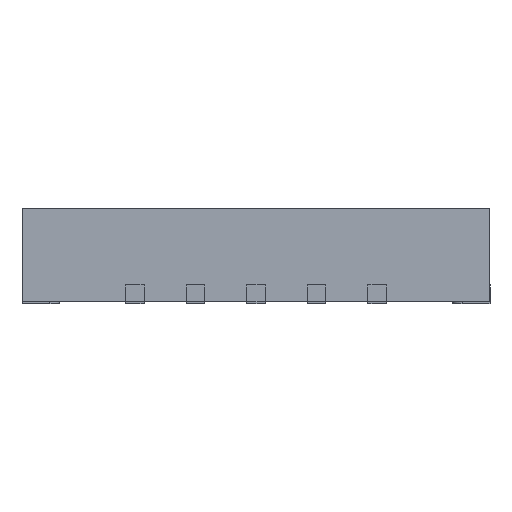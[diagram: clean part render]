
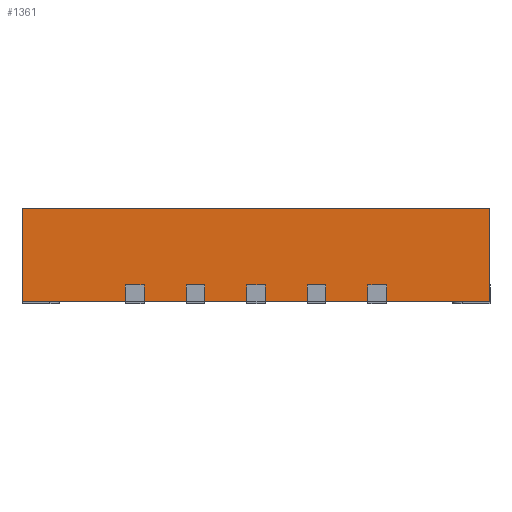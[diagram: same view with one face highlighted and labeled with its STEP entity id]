
A CAD part, left-side view. The second image highlights one B-rep face of the part: STEP entity #1361.
In plain terms, the highlighted free-form (B-spline) face has degree [1, 1] with [2, 2] control points.
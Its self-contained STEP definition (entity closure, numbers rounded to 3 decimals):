
#137 = VERTEX_POINT('',#138);
#138 = CARTESIAN_POINT('',(-2.5,-2.5,0.02));
#143 = EDGE_CURVE('',#144,#137,#146,.T.);
#144 = VERTEX_POINT('',#145);
#145 = CARTESIAN_POINT('',(-2.5,2.5,0.02));
#146 = B_SPLINE_CURVE_WITH_KNOTS('',1,(#147,#148),.UNSPECIFIED.,.F.,.F.,
  (2,2),(-5.,-0.),.PIECEWISE_BEZIER_KNOTS.);
#147 = CARTESIAN_POINT('',(-2.5,2.5,0.02));
#148 = CARTESIAN_POINT('',(-2.5,-2.5,0.02));
#917 = VERTEX_POINT('',#918);
#918 = CARTESIAN_POINT('',(-2.5,2.5,1.02));
#923 = EDGE_CURVE('',#917,#924,#926,.T.);
#924 = VERTEX_POINT('',#925);
#925 = CARTESIAN_POINT('',(-2.5,-2.5,1.02));
#926 = B_SPLINE_CURVE_WITH_KNOTS('',1,(#927,#928),.UNSPECIFIED.,.F.,.F.,
  (2,2),(-5.,-0.),.PIECEWISE_BEZIER_KNOTS.);
#927 = CARTESIAN_POINT('',(-2.5,2.5,1.02));
#928 = CARTESIAN_POINT('',(-2.5,-2.5,1.02));
#1350 = EDGE_CURVE('',#917,#144,#1351,.T.);
#1351 = B_SPLINE_CURVE_WITH_KNOTS('',1,(#1352,#1353),.UNSPECIFIED.,.F.,
  .F.,(2,2),(-0.,1.),.PIECEWISE_BEZIER_KNOTS.);
#1352 = CARTESIAN_POINT('',(-2.5,2.5,1.02));
#1353 = CARTESIAN_POINT('',(-2.5,2.5,0.02));
#1361 = ADVANCED_FACE('',(#1362),#1372,.F.);
#1362 = FACE_BOUND('',#1363,.T.);
#1363 = EDGE_LOOP('',(#1364,#1365,#1370,#1371));
#1364 = ORIENTED_EDGE('',*,*,#143,.T.);
#1365 = ORIENTED_EDGE('',*,*,#1366,.F.);
#1366 = EDGE_CURVE('',#924,#137,#1367,.T.);
#1367 = B_SPLINE_CURVE_WITH_KNOTS('',1,(#1368,#1369),.UNSPECIFIED.,.F.,
  .F.,(2,2),(-0.,1.),.PIECEWISE_BEZIER_KNOTS.);
#1368 = CARTESIAN_POINT('',(-2.5,-2.5,1.02));
#1369 = CARTESIAN_POINT('',(-2.5,-2.5,0.02));
#1370 = ORIENTED_EDGE('',*,*,#923,.F.);
#1371 = ORIENTED_EDGE('',*,*,#1350,.T.);
#1372 = B_SPLINE_SURFACE_WITH_KNOTS('',1,1,(
    (#1373,#1374)
    ,(#1375,#1376
    )),.UNSPECIFIED.,.F.,.F.,.F.,(2,2),(2,2),(0.,1.),(0.,5.),
  .PIECEWISE_BEZIER_KNOTS.);
#1373 = CARTESIAN_POINT('',(-2.5,-2.5,1.02));
#1374 = CARTESIAN_POINT('',(-2.5,2.5,1.02));
#1375 = CARTESIAN_POINT('',(-2.5,-2.5,0.02));
#1376 = CARTESIAN_POINT('',(-2.5,2.5,0.02));
